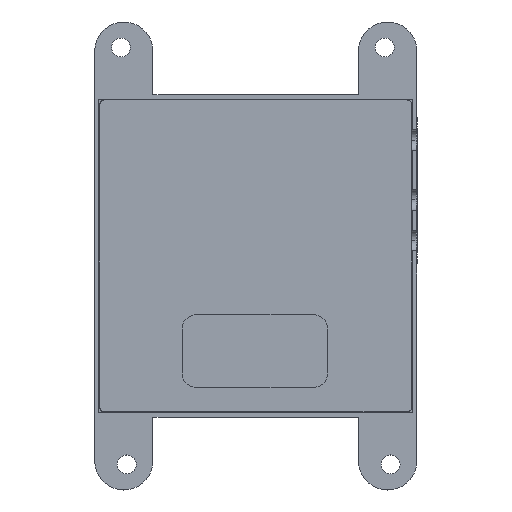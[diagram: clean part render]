
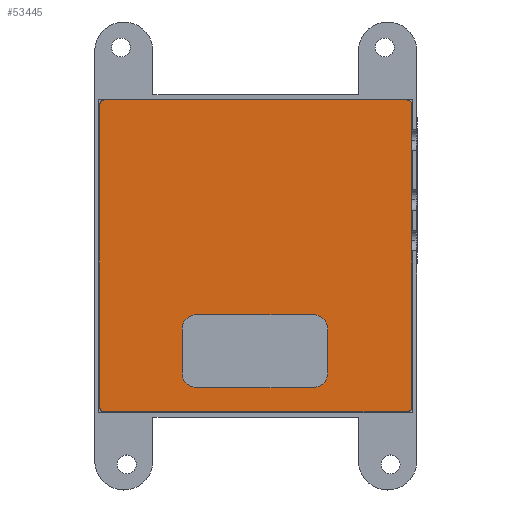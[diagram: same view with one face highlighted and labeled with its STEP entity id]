
A CAD part, top view. The second image highlights one B-rep face of the part: STEP entity #53445.
In plain terms, the highlighted face is planar.
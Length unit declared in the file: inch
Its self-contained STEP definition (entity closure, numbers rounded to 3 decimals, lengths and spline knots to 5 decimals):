
#336 = CARTESIAN_POINT ( 'NONE',  ( -1.07, 0., -1.07 ) ) ;
#1001 =( BOUNDED_CURVE ( )  B_SPLINE_CURVE ( 3, ( #22304, #35480, #39725, #26549 ),
 .UNSPECIFIED., .F., .F. ) 
 B_SPLINE_CURVE_WITH_KNOTS ( ( 4, 4 ),
 ( 5.49813, 7.06824 ),
 .UNSPECIFIED. ) 
 CURVE ( )  GEOMETRIC_REPRESENTATION_ITEM ( )  RATIONAL_B_SPLINE_CURVE ( ( 1., 0.805, 0.805, 1. ) ) 
 REPRESENTATION_ITEM ( '' )  );
#1519 = CARTESIAN_POINT ( 'NONE',  ( -1.07, 0., -1.07 ) ) ;
#4664 = CARTESIAN_POINT ( 'NONE',  ( -1.07, 0., -1.05675 ) ) ;
#7033 = VERTEX_POINT ( 'NONE', #11071 ) ;
#7752 = EDGE_CURVE ( 'NONE', #9527, #37369, #39139, .T. ) ;
#8582 = EDGE_CURVE ( 'NONE', #49613, #12918, #44912, .T. ) ;
#8973 = CARTESIAN_POINT ( 'NONE',  ( -1.07, 0., 1.07 ) ) ;
#9069 = CARTESIAN_POINT ( 'NONE',  ( 1.07, 0., 1.03801 ) ) ;
#9527 = VERTEX_POINT ( 'NONE', #27589 ) ;
#10225 = DIRECTION ( 'NONE',  ( -1., 0., 0. ) ) ;
#11071 = CARTESIAN_POINT ( 'NONE',  ( -1.03801, 0., -1.07 ) ) ;
#12359 = CARTESIAN_POINT ( 'NONE',  ( 1.07, 0., -1.05675 ) ) ;
#12496 =( BOUNDED_CURVE ( )  B_SPLINE_CURVE ( 3, ( #16924, #4664, #17116, #12911 ),
 .UNSPECIFIED., .F., .F. ) 
 B_SPLINE_CURVE_WITH_KNOTS ( ( 4, 4 ),
 ( 5.49813, 7.06824 ),
 .UNSPECIFIED. ) 
 CURVE ( )  GEOMETRIC_REPRESENTATION_ITEM ( )  RATIONAL_B_SPLINE_CURVE ( ( 1., 0.805, 0.805, 1. ) ) 
 REPRESENTATION_ITEM ( '' )  );
#12528 = CARTESIAN_POINT ( 'NONE',  ( 1.05675, 0., 1.07 ) ) ;
#12557 = CARTESIAN_POINT ( 'NONE',  ( 1.05675, 0., -1.07 ) ) ;
#12911 = CARTESIAN_POINT ( 'NONE',  ( -1.03801, 0., -1.07 ) ) ;
#12918 = VERTEX_POINT ( 'NONE', #54457 ) ;
#13652 = ORIENTED_EDGE ( 'NONE', *, *, #36794, .T. ) ;
#14608 = VECTOR ( 'NONE', #10225, 39.37008 ) ;
#15641 = ORIENTED_EDGE ( 'NONE', *, *, #8582, .F. ) ;
#16905 = EDGE_CURVE ( 'NONE', #40353, #12918, #27681, .T. ) ;
#16924 = CARTESIAN_POINT ( 'NONE',  ( -1.07, 0., -1.03801 ) ) ;
#17116 = CARTESIAN_POINT ( 'NONE',  ( -1.05675, 0., -1.07 ) ) ;
#17615 = ORIENTED_EDGE ( 'NONE', *, *, #16905, .T. ) ;
#18292 = EDGE_CURVE ( 'NONE', #9527, #33393, #1001, .T. ) ;
#18809 = CARTESIAN_POINT ( 'NONE',  ( -1.07, 0., 1.07 ) ) ;
#20639 = ORIENTED_EDGE ( 'NONE', *, *, #25590, .F. ) ;
#22123 = ORIENTED_EDGE ( 'NONE', *, *, #18292, .T. ) ;
#22304 = CARTESIAN_POINT ( 'NONE',  ( -1.03801, 0., 1.07 ) ) ;
#25521 = CARTESIAN_POINT ( 'NONE',  ( 1.03801, 0., 1.07 ) ) ;
#25590 = EDGE_CURVE ( 'NONE', #35021, #33393, #35909, .T. ) ;
#26549 = CARTESIAN_POINT ( 'NONE',  ( -1.07, 0., 1.03801 ) ) ;
#26587 = VECTOR ( 'NONE', #46500, 39.37008 ) ;
#26910 = ORIENTED_EDGE ( 'NONE', *, *, #31689, .F. ) ;
#27441 = AXIS2_PLACEMENT_3D ( 'NONE', #18809, #52474, #48440 ) ;
#27589 = CARTESIAN_POINT ( 'NONE',  ( -1.03801, 0., 1.07 ) ) ;
#27681 =( BOUNDED_CURVE ( )  B_SPLINE_CURVE ( 3, ( #28718, #12557, #12359, #50753 ),
 .UNSPECIFIED., .F., .F. ) 
 B_SPLINE_CURVE_WITH_KNOTS ( ( 4, 4 ),
 ( 5.49813, 7.06824 ),
 .UNSPECIFIED. ) 
 CURVE ( )  GEOMETRIC_REPRESENTATION_ITEM ( )  RATIONAL_B_SPLINE_CURVE ( ( 1., 0.805, 0.805, 1. ) ) 
 REPRESENTATION_ITEM ( '' )  );
#27830 = VECTOR ( 'NONE', #38452, 39.37008 ) ;
#28718 = CARTESIAN_POINT ( 'NONE',  ( 1.03801, 0., -1.07 ) ) ;
#30920 = CARTESIAN_POINT ( 'NONE',  ( 1.07, 0., -1.07 ) ) ;
#31000 = VECTOR ( 'NONE', #43866, 39.37008 ) ;
#31689 = EDGE_CURVE ( 'NONE', #40353, #7033, #34408, .T. ) ;
#31777 = FACE_OUTER_BOUND ( 'NONE', #41509, .T. ) ;
#32141 = CARTESIAN_POINT ( 'NONE',  ( 1.03801, 0., 1.07 ) ) ;
#33393 = VERTEX_POINT ( 'NONE', #49846 ) ;
#34408 = LINE ( 'NONE', #1519, #14608 ) ;
#35021 = VERTEX_POINT ( 'NONE', #42623 ) ;
#35480 = CARTESIAN_POINT ( 'NONE',  ( -1.05675, 0., 1.07 ) ) ;
#35909 = LINE ( 'NONE', #336, #26587 ) ;
#36794 = EDGE_CURVE ( 'NONE', #35021, #7033, #12496, .T. ) ;
#37369 = VERTEX_POINT ( 'NONE', #32141 ) ;
#37619 = CARTESIAN_POINT ( 'NONE',  ( 1.07, 0., 1.05675 ) ) ;
#38165 =( BOUNDED_CURVE ( )  B_SPLINE_CURVE ( 3, ( #50904, #37619, #12528, #25521 ),
 .UNSPECIFIED., .F., .F. ) 
 B_SPLINE_CURVE_WITH_KNOTS ( ( 4, 4 ),
 ( 5.49813, 7.06824 ),
 .UNSPECIFIED. ) 
 CURVE ( )  GEOMETRIC_REPRESENTATION_ITEM ( )  RATIONAL_B_SPLINE_CURVE ( ( 1., 0.805, 0.805, 1. ) ) 
 REPRESENTATION_ITEM ( '' )  );
#38452 = DIRECTION ( 'NONE',  ( 1., 0., 0. ) ) ;
#39139 = LINE ( 'NONE', #8973, #27830 ) ;
#39725 = CARTESIAN_POINT ( 'NONE',  ( -1.07, 0., 1.05675 ) ) ;
#39896 = EDGE_CURVE ( 'NONE', #49613, #37369, #38165, .T. ) ;
#40353 = VERTEX_POINT ( 'NONE', #46521 ) ;
#41509 = EDGE_LOOP ( 'NONE', ( #20639, #13652, #26910, #17615, #15641, #47304, #53975, #22123 ) ) ;
#42623 = CARTESIAN_POINT ( 'NONE',  ( -1.07, 0., -1.03801 ) ) ;
#43866 = DIRECTION ( 'NONE',  ( 0., 0., -1. ) ) ;
#44912 = LINE ( 'NONE', #30920, #31000 ) ;
#46500 = DIRECTION ( 'NONE',  ( 0., 0., 1. ) ) ;
#46521 = CARTESIAN_POINT ( 'NONE',  ( 1.03801, 0., -1.07 ) ) ;
#47304 = ORIENTED_EDGE ( 'NONE', *, *, #39896, .T. ) ;
#48440 = DIRECTION ( 'NONE',  ( 0., 0., 1. ) ) ;
#49613 = VERTEX_POINT ( 'NONE', #9069 ) ;
#49846 = CARTESIAN_POINT ( 'NONE',  ( -1.07, 0., 1.03801 ) ) ;
#50753 = CARTESIAN_POINT ( 'NONE',  ( 1.07, 0., -1.03801 ) ) ;
#50904 = CARTESIAN_POINT ( 'NONE',  ( 1.07, 0., 1.03801 ) ) ;
#52474 = DIRECTION ( 'NONE',  ( 0., 1., 0. ) ) ;
#52655 = PLANE ( 'NONE',  #27441 ) ;
#53445 = ADVANCED_FACE ( 'NONE', ( #31777 ), #52655, .F. ) ;
#53975 = ORIENTED_EDGE ( 'NONE', *, *, #7752, .F. ) ;
#54457 = CARTESIAN_POINT ( 'NONE',  ( 1.07, 0., -1.03801 ) ) ;
